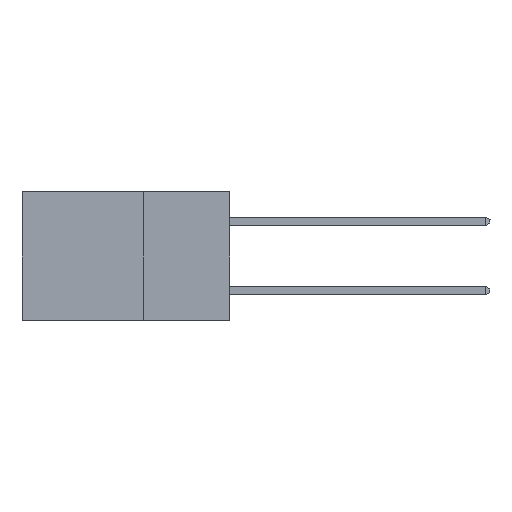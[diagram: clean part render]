
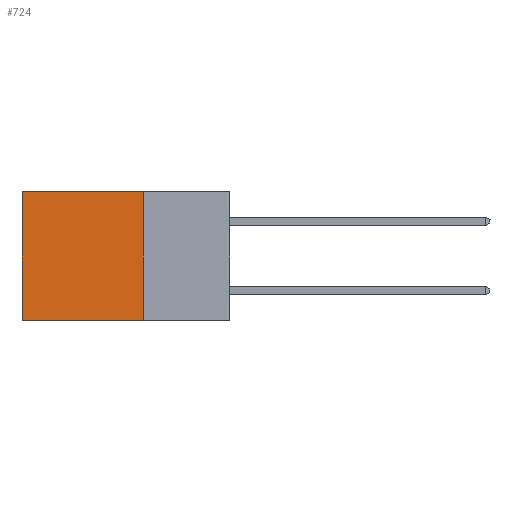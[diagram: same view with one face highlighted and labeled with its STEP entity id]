
A CAD part, left-side view. The second image highlights one B-rep face of the part: STEP entity #724.
In plain terms, the highlighted planar face has unit normal (-1, 0, 0).
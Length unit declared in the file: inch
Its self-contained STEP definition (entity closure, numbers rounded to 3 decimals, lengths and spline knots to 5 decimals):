
#126 = CARTESIAN_POINT ( 'NONE',  ( 0.2615, 0.25, 0. ) ) ;
#541 = FACE_OUTER_BOUND ( 'NONE', #3037, .T. ) ;
#566 = VERTEX_POINT ( 'NONE', #7069 ) ;
#724 = ADVANCED_FACE ( 'NONE', ( #541 ), #4782, .F. ) ;
#794 = VECTOR ( 'NONE', #8999, 39.37008 ) ;
#919 = EDGE_CURVE ( 'NONE', #3795, #7441, #5891, .T. ) ;
#1554 = VECTOR ( 'NONE', #5771, 39.37008 ) ;
#2058 = CARTESIAN_POINT ( 'NONE',  ( 0.2615, 0.6, -0.37 ) ) ;
#2192 = ORIENTED_EDGE ( 'NONE', *, *, #9427, .F. ) ;
#2217 = CARTESIAN_POINT ( 'NONE',  ( 0.2615, 0.25, -0.37 ) ) ;
#2331 = CARTESIAN_POINT ( 'NONE',  ( 0.2615, 0.6, -0.37 ) ) ;
#2707 = LINE ( 'NONE', #126, #794 ) ;
#2903 = DIRECTION ( 'NONE',  ( 0., 0., -1. ) ) ;
#2968 = CARTESIAN_POINT ( 'NONE',  ( 0.2615, 0.25, -0.37 ) ) ;
#3037 = EDGE_LOOP ( 'NONE', ( #7516, #3683, #2192, #11113 ) ) ;
#3683 = ORIENTED_EDGE ( 'NONE', *, *, #3740, .F. ) ;
#3740 = EDGE_CURVE ( 'NONE', #10188, #7441, #4673, .T. ) ;
#3795 = VERTEX_POINT ( 'NONE', #4048 ) ;
#4048 = CARTESIAN_POINT ( 'NONE',  ( 0.2615, 0.6, 0. ) ) ;
#4427 = DIRECTION ( 'NONE',  ( 0., 0., -1. ) ) ;
#4673 = LINE ( 'NONE', #2968, #9354 ) ;
#4782 = PLANE ( 'NONE',  #7834 ) ;
#5771 = DIRECTION ( 'NONE',  ( 0., 0., -1. ) ) ;
#5891 = LINE ( 'NONE', #2331, #1554 ) ;
#5934 = CARTESIAN_POINT ( 'NONE',  ( 0.2615, 0.25, -0.37 ) ) ;
#7069 = CARTESIAN_POINT ( 'NONE',  ( 0.2615, 0.25, 0. ) ) ;
#7441 = VERTEX_POINT ( 'NONE', #2058 ) ;
#7516 = ORIENTED_EDGE ( 'NONE', *, *, #919, .T. ) ;
#7834 = AXIS2_PLACEMENT_3D ( 'NONE', #2217, #9137, #2903 ) ;
#8303 = EDGE_CURVE ( 'NONE', #566, #3795, #2707, .T. ) ;
#8913 = DIRECTION ( 'NONE',  ( 0., 1., 0. ) ) ;
#8999 = DIRECTION ( 'NONE',  ( 0., 1., 0. ) ) ;
#9137 = DIRECTION ( 'NONE',  ( 1., 0., 0. ) ) ;
#9354 = VECTOR ( 'NONE', #8913, 39.37008 ) ;
#9427 = EDGE_CURVE ( 'NONE', #566, #10188, #9442, .T. ) ;
#9442 = LINE ( 'NONE', #5934, #10891 ) ;
#10188 = VERTEX_POINT ( 'NONE', #10706 ) ;
#10706 = CARTESIAN_POINT ( 'NONE',  ( 0.2615, 0.25, -0.37 ) ) ;
#10891 = VECTOR ( 'NONE', #4427, 39.37008 ) ;
#11113 = ORIENTED_EDGE ( 'NONE', *, *, #8303, .T. ) ;
